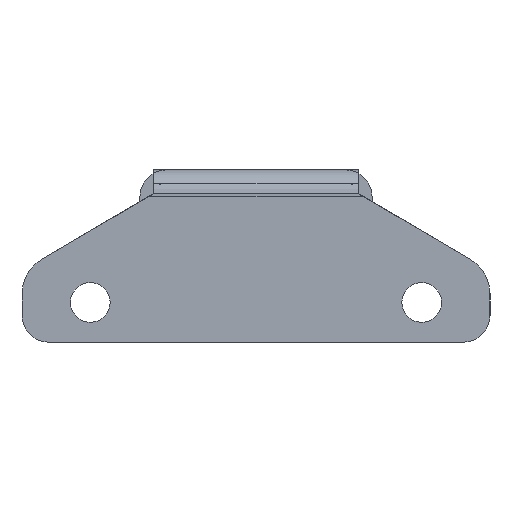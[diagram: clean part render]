
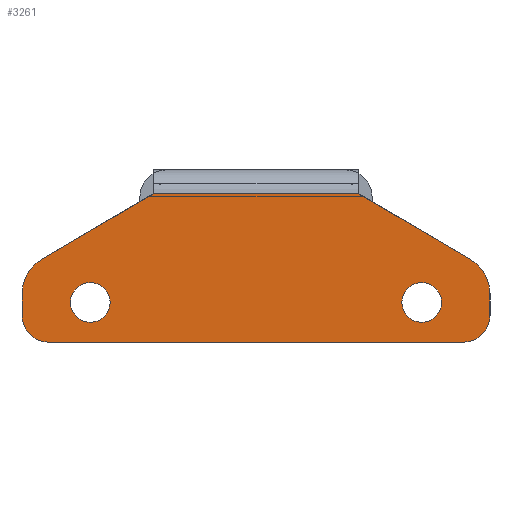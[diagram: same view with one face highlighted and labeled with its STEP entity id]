
A CAD part, left-side view. The second image highlights one B-rep face of the part: STEP entity #3261.
In plain terms, the highlighted planar face has unit normal (-1, 0, 0).
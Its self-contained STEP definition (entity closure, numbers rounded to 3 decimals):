
#54 = CARTESIAN_POINT ( 'NONE',  ( -449.5, 0., 0. ) ) ;
#92 = DIRECTION ( 'NONE',  ( 0., -0.862, -0.508 ) ) ;
#252 = EDGE_CURVE ( 'NONE', #6316, #1787, #5317, .T. ) ;
#253 = EDGE_CURVE ( 'NONE', #7299, #2611, #3194, .T. ) ;
#468 = LINE ( 'NONE', #6682, #1991 ) ;
#494 = FACE_BOUND ( 'NONE', #1641, .T. ) ;
#507 = DIRECTION ( 'NONE',  ( 0., 0., -1. ) ) ;
#598 = ORIENTED_EDGE ( 'NONE', *, *, #5530, .T. ) ;
#685 = CARTESIAN_POINT ( 'NONE',  ( -449.5, -31.3, -26. ) ) ;
#708 = EDGE_CURVE ( 'NONE', #5302, #5608, #468, .T. ) ;
#713 = CARTESIAN_POINT ( 'NONE',  ( -449.5, 2.418, 4.106 ) ) ;
#748 = CARTESIAN_POINT ( 'NONE',  ( -449.5, 25., -20. ) ) ;
#883 = AXIS2_PLACEMENT_3D ( 'NONE', #3412, #4007, #7305 ) ;
#974 = EDGE_CURVE ( 'NONE', #2530, #5869, #6614, .T. ) ;
#999 = CIRCLE ( 'NONE', #3583, 4. ) ;
#1041 = DIRECTION ( 'NONE',  ( -1., 0., 0. ) ) ;
#1245 = EDGE_LOOP ( 'NONE', ( #5408, #4226 ) ) ;
#1276 = LINE ( 'NONE', #4746, #3955 ) ;
#1306 = DIRECTION ( 'NONE',  ( -1., 0., 0. ) ) ;
#1340 = EDGE_CURVE ( 'NONE', #7299, #4708, #1713, .T. ) ;
#1396 = DIRECTION ( 'NONE',  ( 0., 1., 0. ) ) ;
#1429 = CIRCLE ( 'NONE', #4971, 3. ) ;
#1441 = ORIENTED_EDGE ( 'NONE', *, *, #7158, .T. ) ;
#1511 = DIRECTION ( 'NONE',  ( 0., 0., 1. ) ) ;
#1540 = VERTEX_POINT ( 'NONE', #2698 ) ;
#1557 = EDGE_CURVE ( 'NONE', #1540, #4661, #1429, .T. ) ;
#1641 = EDGE_LOOP ( 'NONE', ( #7273, #2957 ) ) ;
#1657 = ORIENTED_EDGE ( 'NONE', *, *, #1340, .F. ) ;
#1682 = CARTESIAN_POINT ( 'NONE',  ( -449.5, -15.5, -3.6 ) ) ;
#1713 = LINE ( 'NONE', #6816, #2842 ) ;
#1769 = CARTESIAN_POINT ( 'NONE',  ( -449.5, 15.5, -3.6 ) ) ;
#1787 = VERTEX_POINT ( 'NONE', #4537 ) ;
#1947 = CARTESIAN_POINT ( 'NONE',  ( -449.5, 32.345, -13.523 ) ) ;
#1991 = VECTOR ( 'NONE', #507, 1000. ) ;
#2039 = ORIENTED_EDGE ( 'NONE', *, *, #4217, .T. ) ;
#2072 = EDGE_CURVE ( 'NONE', #5531, #6316, #3930, .T. ) ;
#2157 = CARTESIAN_POINT ( 'NONE',  ( -449.5, 25., -23. ) ) ;
#2162 = AXIS2_PLACEMENT_3D ( 'NONE', #3296, #3864, #6681 ) ;
#2520 = DIRECTION ( 'NONE',  ( 0., 0., 1. ) ) ;
#2521 = VECTOR ( 'NONE', #2963, 1000. ) ;
#2523 = AXIS2_PLACEMENT_3D ( 'NONE', #54, #1041, #7293 ) ;
#2530 = VERTEX_POINT ( 'NONE', #4927 ) ;
#2544 = AXIS2_PLACEMENT_3D ( 'NONE', #3448, #6864, #3484 ) ;
#2611 = VERTEX_POINT ( 'NONE', #1769 ) ;
#2698 = CARTESIAN_POINT ( 'NONE',  ( -449.5, -25., -17. ) ) ;
#2702 = VECTOR ( 'NONE', #1396, 1000. ) ;
#2842 = VECTOR ( 'NONE', #92, 1000. ) ;
#2889 = CARTESIAN_POINT ( 'NONE',  ( -449.5, -32.345, -13.523 ) ) ;
#2954 = CARTESIAN_POINT ( 'NONE',  ( -449.5, -25., -23. ) ) ;
#2957 = ORIENTED_EDGE ( 'NONE', *, *, #7203, .F. ) ;
#2961 = EDGE_LOOP ( 'NONE', ( #5273, #598, #1657, #6120, #2039, #1441, #3152, #3281, #7002, #6993 ) ) ;
#2963 = DIRECTION ( 'NONE',  ( 0., 0.862, -0.508 ) ) ;
#3008 = CARTESIAN_POINT ( 'NONE',  ( -449.5, 35.3, -22. ) ) ;
#3152 = ORIENTED_EDGE ( 'NONE', *, *, #708, .T. ) ;
#3174 = AXIS2_PLACEMENT_3D ( 'NONE', #748, #1306, #2520 ) ;
#3188 = CARTESIAN_POINT ( 'NONE',  ( -449.5, 31.3, -26. ) ) ;
#3194 = LINE ( 'NONE', #5471, #2702 ) ;
#3221 = DIRECTION ( 'NONE',  ( 0., 0., 1. ) ) ;
#3236 = CIRCLE ( 'NONE', #883, 3. ) ;
#3261 = ADVANCED_FACE ( 'NONE', ( #5558, #5043, #494 ), #6705, .T. ) ;
#3281 = ORIENTED_EDGE ( 'NONE', *, *, #3570, .T. ) ;
#3285 = CARTESIAN_POINT ( 'NONE',  ( -449.5, -31.3, -22. ) ) ;
#3296 = CARTESIAN_POINT ( 'NONE',  ( -449.5, 29.3, -18.692 ) ) ;
#3337 = AXIS2_PLACEMENT_3D ( 'NONE', #6717, #4381, #3221 ) ;
#3354 = CARTESIAN_POINT ( 'NONE',  ( -449.5, -25., -20. ) ) ;
#3412 = CARTESIAN_POINT ( 'NONE',  ( -449.5, 25., -20. ) ) ;
#3448 = CARTESIAN_POINT ( 'NONE',  ( -449.5, -29.3, -18.692 ) ) ;
#3484 = DIRECTION ( 'NONE',  ( 0., 0., 1. ) ) ;
#3570 = EDGE_CURVE ( 'NONE', #5608, #7101, #999, .T. ) ;
#3583 = AXIS2_PLACEMENT_3D ( 'NONE', #4392, #4954, #3877 ) ;
#3683 = CIRCLE ( 'NONE', #2162, 6. ) ;
#3755 = EDGE_CURVE ( 'NONE', #5531, #7101, #1276, .T. ) ;
#3864 = DIRECTION ( 'NONE',  ( -1., 0., 0. ) ) ;
#3877 = DIRECTION ( 'NONE',  ( 0., 0., 1. ) ) ;
#3880 = CARTESIAN_POINT ( 'NONE',  ( -449.5, -35.3, -22. ) ) ;
#3930 = CIRCLE ( 'NONE', #7235, 4. ) ;
#3955 = VECTOR ( 'NONE', #5859, 1000. ) ;
#4007 = DIRECTION ( 'NONE',  ( -1., 0., 0. ) ) ;
#4217 = EDGE_CURVE ( 'NONE', #2611, #6485, #4628, .T. ) ;
#4226 = ORIENTED_EDGE ( 'NONE', *, *, #7040, .T. ) ;
#4381 = DIRECTION ( 'NONE',  ( 1., 0., 0. ) ) ;
#4392 = CARTESIAN_POINT ( 'NONE',  ( -449.5, 31.3, -22. ) ) ;
#4478 = VECTOR ( 'NONE', #1511, 1000. ) ;
#4537 = CARTESIAN_POINT ( 'NONE',  ( -449.5, -35.3, -18.692 ) ) ;
#4628 = LINE ( 'NONE', #713, #2521 ) ;
#4661 = VERTEX_POINT ( 'NONE', #2954 ) ;
#4708 = VERTEX_POINT ( 'NONE', #2889 ) ;
#4746 = CARTESIAN_POINT ( 'NONE',  ( -449.5, 17.5, -26. ) ) ;
#4876 = CARTESIAN_POINT ( 'NONE',  ( -449.5, -35.3, -26. ) ) ;
#4927 = CARTESIAN_POINT ( 'NONE',  ( -449.5, 25., -17. ) ) ;
#4954 = DIRECTION ( 'NONE',  ( -1., 0., 0. ) ) ;
#4971 = AXIS2_PLACEMENT_3D ( 'NONE', #3354, #5037, #6144 ) ;
#5037 = DIRECTION ( 'NONE',  ( 1., 0., 0. ) ) ;
#5043 = FACE_OUTER_BOUND ( 'NONE', #2961, .T. ) ;
#5273 = ORIENTED_EDGE ( 'NONE', *, *, #252, .T. ) ;
#5302 = VERTEX_POINT ( 'NONE', #7162 ) ;
#5317 = LINE ( 'NONE', #4876, #4478 ) ;
#5408 = ORIENTED_EDGE ( 'NONE', *, *, #1557, .T. ) ;
#5471 = CARTESIAN_POINT ( 'NONE',  ( -449.5, -35.3, -3.6 ) ) ;
#5530 = EDGE_CURVE ( 'NONE', #1787, #4708, #5744, .T. ) ;
#5531 = VERTEX_POINT ( 'NONE', #685 ) ;
#5558 = FACE_BOUND ( 'NONE', #1245, .T. ) ;
#5561 = DIRECTION ( 'NONE',  ( -1., 0., 0. ) ) ;
#5608 = VERTEX_POINT ( 'NONE', #3008 ) ;
#5744 = CIRCLE ( 'NONE', #2544, 6. ) ;
#5859 = DIRECTION ( 'NONE',  ( 0., 1., 0. ) ) ;
#5869 = VERTEX_POINT ( 'NONE', #2157 ) ;
#6062 = CIRCLE ( 'NONE', #3337, 3. ) ;
#6120 = ORIENTED_EDGE ( 'NONE', *, *, #253, .T. ) ;
#6144 = DIRECTION ( 'NONE',  ( 0., 0., 1. ) ) ;
#6316 = VERTEX_POINT ( 'NONE', #3880 ) ;
#6485 = VERTEX_POINT ( 'NONE', #1947 ) ;
#6614 = CIRCLE ( 'NONE', #3174, 3. ) ;
#6631 = DIRECTION ( 'NONE',  ( 0., 0., 1. ) ) ;
#6681 = DIRECTION ( 'NONE',  ( 0., 0., 1. ) ) ;
#6682 = CARTESIAN_POINT ( 'NONE',  ( -449.5, 35.3, -26. ) ) ;
#6705 = PLANE ( 'NONE',  #2523 ) ;
#6717 = CARTESIAN_POINT ( 'NONE',  ( -449.5, -25., -20. ) ) ;
#6816 = CARTESIAN_POINT ( 'NONE',  ( -449.5, -2.418, 4.106 ) ) ;
#6864 = DIRECTION ( 'NONE',  ( -1., 0., 0. ) ) ;
#6993 = ORIENTED_EDGE ( 'NONE', *, *, #2072, .T. ) ;
#7002 = ORIENTED_EDGE ( 'NONE', *, *, #3755, .F. ) ;
#7040 = EDGE_CURVE ( 'NONE', #4661, #1540, #6062, .T. ) ;
#7101 = VERTEX_POINT ( 'NONE', #3188 ) ;
#7158 = EDGE_CURVE ( 'NONE', #6485, #5302, #3683, .T. ) ;
#7162 = CARTESIAN_POINT ( 'NONE',  ( -449.5, 35.3, -18.692 ) ) ;
#7203 = EDGE_CURVE ( 'NONE', #5869, #2530, #3236, .T. ) ;
#7235 = AXIS2_PLACEMENT_3D ( 'NONE', #3285, #5561, #6631 ) ;
#7273 = ORIENTED_EDGE ( 'NONE', *, *, #974, .F. ) ;
#7293 = DIRECTION ( 'NONE',  ( 0., 0., 1. ) ) ;
#7299 = VERTEX_POINT ( 'NONE', #1682 ) ;
#7305 = DIRECTION ( 'NONE',  ( 0., 0., 1. ) ) ;
